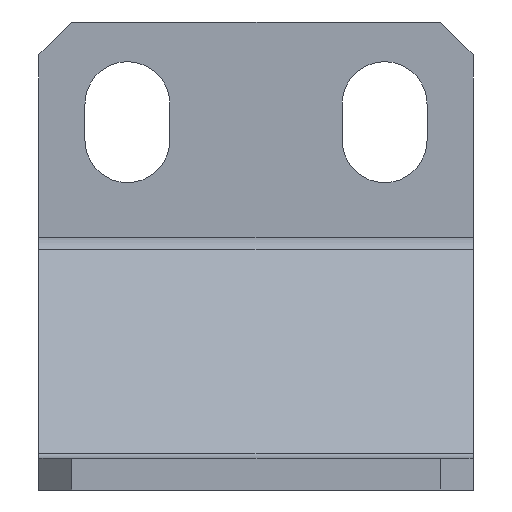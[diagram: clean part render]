
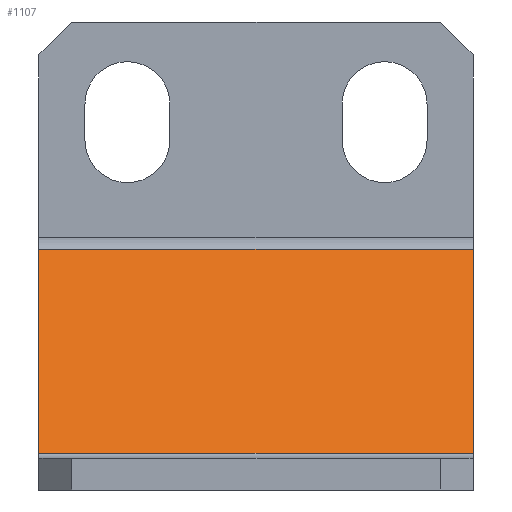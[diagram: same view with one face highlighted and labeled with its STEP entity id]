
A CAD part, front view. The second image highlights one B-rep face of the part: STEP entity #1107.
In plain terms, the highlighted planar face has unit normal (0, -0.707, 0.707).
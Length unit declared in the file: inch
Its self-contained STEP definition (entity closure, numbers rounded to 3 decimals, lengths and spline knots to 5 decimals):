
#24 = CARTESIAN_POINT ( 'NONE',  ( -0.422, 0.62886, 0.4681 ) ) ;
#57 = ORIENTED_EDGE ( 'NONE', *, *, #390, .F. ) ;
#63 = LINE ( 'NONE', #24, #356 ) ;
#80 = VERTEX_POINT ( 'NONE', #916 ) ;
#126 = EDGE_CURVE ( 'NONE', #1132, #1183, #759, .T. ) ;
#132 = CARTESIAN_POINT ( 'NONE',  ( 0.422, 0.62886, 0.4681 ) ) ;
#189 = VECTOR ( 'NONE', #579, 39.37008 ) ;
#289 = VECTOR ( 'NONE', #716, 39.37008 ) ;
#304 = EDGE_CURVE ( 'NONE', #80, #1132, #354, .T. ) ;
#347 = EDGE_CURVE ( 'NONE', #1255, #80, #63, .T. ) ;
#354 = LINE ( 'NONE', #132, #289 ) ;
#356 = VECTOR ( 'NONE', #943, 39.37008 ) ;
#390 = EDGE_CURVE ( 'NONE', #1183, #1255, #643, .T. ) ;
#394 = CARTESIAN_POINT ( 'NONE',  ( 0.422, 0.23213, 0.07137 ) ) ;
#440 = VECTOR ( 'NONE', #574, 39.37008 ) ;
#480 = ORIENTED_EDGE ( 'NONE', *, *, #304, .F. ) ;
#524 = CARTESIAN_POINT ( 'NONE',  ( 0.422, 0.62886, 0.4681 ) ) ;
#574 = DIRECTION ( 'NONE',  ( 0., -0.707, -0.707 ) ) ;
#579 = DIRECTION ( 'NONE',  ( -1., 0., 0. ) ) ;
#643 = LINE ( 'NONE', #394, #189 ) ;
#659 = DIRECTION ( 'NONE',  ( 0., -0.707, -0.707 ) ) ;
#716 = DIRECTION ( 'NONE',  ( 1., 0., 0. ) ) ;
#759 = LINE ( 'NONE', #1185, #440 ) ;
#842 = EDGE_LOOP ( 'NONE', ( #1071, #57, #886, #480 ) ) ;
#886 = ORIENTED_EDGE ( 'NONE', *, *, #126, .F. ) ;
#916 = CARTESIAN_POINT ( 'NONE',  ( -0.422, 0.62886, 0.4681 ) ) ;
#923 = AXIS2_PLACEMENT_3D ( 'NONE', #524, #1122, #659 ) ;
#943 = DIRECTION ( 'NONE',  ( 0., 0.707, 0.707 ) ) ;
#956 = PLANE ( 'NONE',  #923 ) ;
#1071 = ORIENTED_EDGE ( 'NONE', *, *, #347, .F. ) ;
#1082 = CARTESIAN_POINT ( 'NONE',  ( 0.422, 0.23213, 0.07137 ) ) ;
#1101 = CARTESIAN_POINT ( 'NONE',  ( 0.422, 0.62886, 0.4681 ) ) ;
#1107 = ADVANCED_FACE ( 'NONE', ( #1260 ), #956, .T. ) ;
#1122 = DIRECTION ( 'NONE',  ( 0., -0.707, 0.707 ) ) ;
#1132 = VERTEX_POINT ( 'NONE', #1101 ) ;
#1183 = VERTEX_POINT ( 'NONE', #1082 ) ;
#1185 = CARTESIAN_POINT ( 'NONE',  ( 0.422, 0.22275, 0.062 ) ) ;
#1255 = VERTEX_POINT ( 'NONE', #1262 ) ;
#1260 = FACE_OUTER_BOUND ( 'NONE', #842, .T. ) ;
#1262 = CARTESIAN_POINT ( 'NONE',  ( -0.422, 0.23213, 0.07137 ) ) ;
